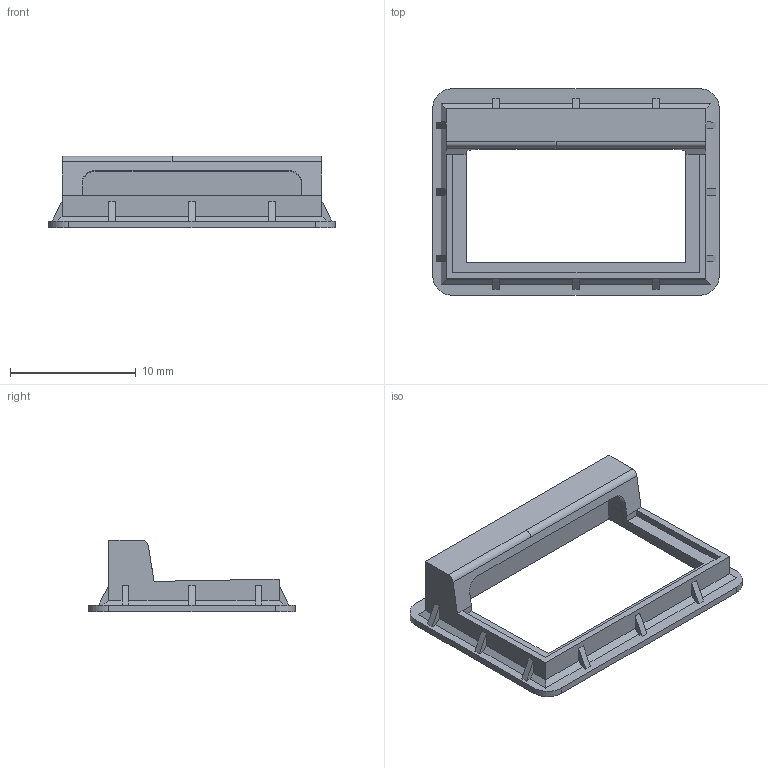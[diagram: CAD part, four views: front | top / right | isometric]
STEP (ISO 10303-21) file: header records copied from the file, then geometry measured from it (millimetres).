
FILE_DESCRIPTION(/* description */ (''),/* implementation_level */ '2;1');
FILE_NAME(/* name */ 'scale storm drain frame',/* time_stamp */ '2025-01-05T15:23:10-05:00',/* author */ (''),/* organization */ (''),/* preprocessor_version */ 'ST-DEVELOPER v19.2',/* originating_system */ 'Rhino 8.14',/* authorisation */ '');
FILE_SCHEMA (('CONFIG_CONTROL_DESIGN'));
Length unit declared in the file: inch
Products named in the file (1): Document
Bounding box: 22.75 x 16.4 x 5.68 mm (x, y, z)
Volume: 243.5 mm3; surface area: 953.6 mm2
Topology: 1 solids, 1 shells, 92 faces, 262 edges, 172 vertices
Faces by surface type: plane 85, cylinder 6, bspline 1
Entity records: 2826 total; most frequent: CARTESIAN_POINT 922, ORIENTED_EDGE 528, EDGE_CURVE 264, B_SPLINE_CURVE_WITH_KNOTS 253, VERTEX_POINT 174, DIRECTION 111, AXIS2_PLACEMENT_3D 98, EDGE_LOOP 94
